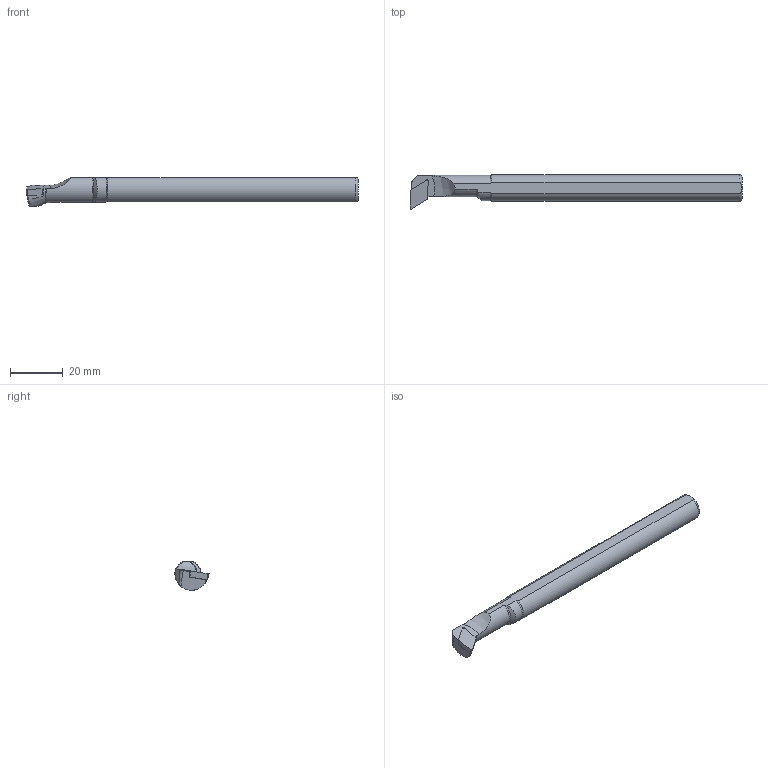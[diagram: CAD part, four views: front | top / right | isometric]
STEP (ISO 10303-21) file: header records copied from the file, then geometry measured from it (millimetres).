
FILE_DESCRIPTION(/* description */ (''),/* implementation_level */ '2;1');
FILE_NAME(/* name */ 'S0810K-SDUCR-07.stp',/* time_stamp */ '2023-10-12T20:08:03+03:00',/* author */ (''),/* organization */ (''),/* preprocessor_version */ 'ST-DEVELOPER v19.4',/* originating_system */ 'SIEMENS PLM Software NX2306.3001',/* authorisation */ '');
FILE_SCHEMA (('AUTOMOTIVE_DESIGN { 1 0 10303 214 3 1 1 1 }'));
Length unit declared in the file: millimetre
Products named in the file (1): S0810K SDUCR 07_objects
Bounding box: 125.4 x 12.98 x 10.75 mm (x, y, z)
Volume: 8797.4 mm3; surface area: 4058.3 mm2
Topology: 2 solids, 2 shells, 40 faces, 106 edges, 70 vertices
Faces by surface type: plane 17, cone 11, cylinder 8, torus 3, bspline 1
Entity records: 1478 total; most frequent: CARTESIAN_POINT 480, ORIENTED_EDGE 208, DIRECTION 189, EDGE_CURVE 104, AXIS2_PLACEMENT_3D 72, VERTEX_POINT 69, LINE 45, VECTOR 45
